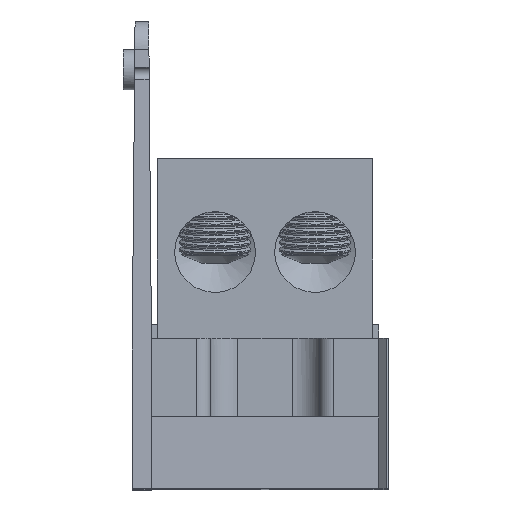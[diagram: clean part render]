
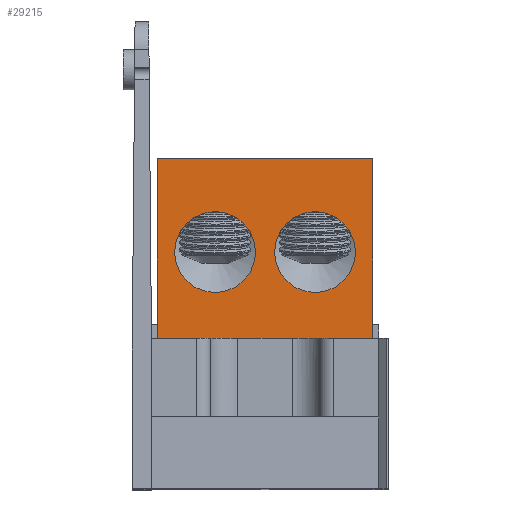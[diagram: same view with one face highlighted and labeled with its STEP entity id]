
A CAD part, top view. The second image highlights one B-rep face of the part: STEP entity #29215.
In plain terms, the highlighted planar face has unit normal (0, 0, -1).
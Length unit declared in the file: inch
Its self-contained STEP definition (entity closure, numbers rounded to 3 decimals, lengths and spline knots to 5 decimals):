
#584 = AXIS2_PLACEMENT_3D ( 'NONE', #40665, #19006, #44289 ) ;
#963 = DIRECTION ( 'NONE',  ( 0., 1., 0. ) ) ;
#1214 = CARTESIAN_POINT ( 'NONE',  ( -0.75, 0.625, 1.25 ) ) ;
#1323 = LINE ( 'NONE', #8369, #21030 ) ;
#6523 = CARTESIAN_POINT ( 'NONE',  ( 0.75, -0.625, 1.25 ) ) ;
#6617 = VERTEX_POINT ( 'NONE', #41808 ) ;
#8139 = ORIENTED_EDGE ( 'NONE', *, *, #41410, .T. ) ;
#8369 = CARTESIAN_POINT ( 'NONE',  ( 0.75, 0., 1.25 ) ) ;
#8626 = CARTESIAN_POINT ( 'NONE',  ( 0.75, 0.625, 1.25 ) ) ;
#9333 = VECTOR ( 'NONE', #34060, 39.37008 ) ;
#10076 = LINE ( 'NONE', #8626, #9333 ) ;
#11287 = EDGE_CURVE ( 'NONE', #23829, #23829, #26386, .T. ) ;
#11492 = DIRECTION ( 'NONE',  ( 1., 0., 0. ) ) ;
#12901 = CARTESIAN_POINT ( 'NONE',  ( -0.348, -0.025, 1.25 ) ) ;
#16593 = DIRECTION ( 'NONE',  ( 1., 0., 0. ) ) ;
#17590 = ORIENTED_EDGE ( 'NONE', *, *, #23993, .F. ) ;
#19006 = DIRECTION ( 'NONE',  ( 0., 0., -1. ) ) ;
#19648 = CARTESIAN_POINT ( 'NONE',  ( -0.75, -0.625, 1.25 ) ) ;
#19719 = EDGE_CURVE ( 'NONE', #6617, #6617, #23526, .T. ) ;
#20022 = FACE_BOUND ( 'NONE', #37108, .T. ) ;
#20768 = CARTESIAN_POINT ( 'NONE',  ( 0.75, -0.625, 1.25 ) ) ;
#21030 = VECTOR ( 'NONE', #963, 39.37008 ) ;
#21931 = FACE_BOUND ( 'NONE', #25950, .T. ) ;
#22017 = FACE_OUTER_BOUND ( 'NONE', #28093, .T. ) ;
#22471 = VERTEX_POINT ( 'NONE', #6523 ) ;
#23518 = EDGE_CURVE ( 'NONE', #37713, #22471, #32600, .T. ) ;
#23526 = CIRCLE ( 'NONE', #34592, 0.281 ) ;
#23744 = CARTESIAN_POINT ( 'NONE',  ( 0.75, 0.625, 1.25 ) ) ;
#23829 = VERTEX_POINT ( 'NONE', #34956 ) ;
#23993 = EDGE_CURVE ( 'NONE', #22471, #31802, #1323, .T. ) ;
#25386 = EDGE_CURVE ( 'NONE', #31802, #37566, #10076, .T. ) ;
#25950 = EDGE_LOOP ( 'NONE', ( #43476 ) ) ;
#26102 = PLANE ( 'NONE',  #584 ) ;
#26386 = CIRCLE ( 'NONE', #27693, 0.281 ) ;
#26429 = CARTESIAN_POINT ( 'NONE',  ( -0.75, 0.625, 1.25 ) ) ;
#27056 = DIRECTION ( 'NONE',  ( 0., 1., 0. ) ) ;
#27693 = AXIS2_PLACEMENT_3D ( 'NONE', #42374, #42317, #42270 ) ;
#28093 = EDGE_LOOP ( 'NONE', ( #34635, #8139, #30632, #17590 ) ) ;
#29215 = ADVANCED_FACE ( 'NONE', ( #22017, #20022, #21931 ), #26102, .T. ) ;
#29546 = VECTOR ( 'NONE', #27056, 39.37008 ) ;
#30632 = ORIENTED_EDGE ( 'NONE', *, *, #25386, .F. ) ;
#31802 = VERTEX_POINT ( 'NONE', #23744 ) ;
#32600 = LINE ( 'NONE', #20768, #34026 ) ;
#33108 = LINE ( 'NONE', #1214, #29546 ) ;
#33198 = ORIENTED_EDGE ( 'NONE', *, *, #11287, .T. ) ;
#34026 = VECTOR ( 'NONE', #11492, 39.37008 ) ;
#34060 = DIRECTION ( 'NONE',  ( -1., 0., 0. ) ) ;
#34592 = AXIS2_PLACEMENT_3D ( 'NONE', #12901, #38312, #16593 ) ;
#34635 = ORIENTED_EDGE ( 'NONE', *, *, #23518, .F. ) ;
#34956 = CARTESIAN_POINT ( 'NONE',  ( 0.629, -0.025, 1.25 ) ) ;
#37108 = EDGE_LOOP ( 'NONE', ( #33198 ) ) ;
#37566 = VERTEX_POINT ( 'NONE', #26429 ) ;
#37713 = VERTEX_POINT ( 'NONE', #19648 ) ;
#38312 = DIRECTION ( 'NONE',  ( 0., 0., 1. ) ) ;
#40665 = CARTESIAN_POINT ( 'NONE',  ( 0.75, 0.625, 1.25 ) ) ;
#41410 = EDGE_CURVE ( 'NONE', #37713, #37566, #33108, .T. ) ;
#41808 = CARTESIAN_POINT ( 'NONE',  ( -0.067, -0.025, 1.25 ) ) ;
#42270 = DIRECTION ( 'NONE',  ( 1., 0., 0. ) ) ;
#42317 = DIRECTION ( 'NONE',  ( 0., 0., 1. ) ) ;
#42374 = CARTESIAN_POINT ( 'NONE',  ( 0.348, -0.025, 1.25 ) ) ;
#43476 = ORIENTED_EDGE ( 'NONE', *, *, #19719, .T. ) ;
#44289 = DIRECTION ( 'NONE',  ( 0., 1., 0. ) ) ;
